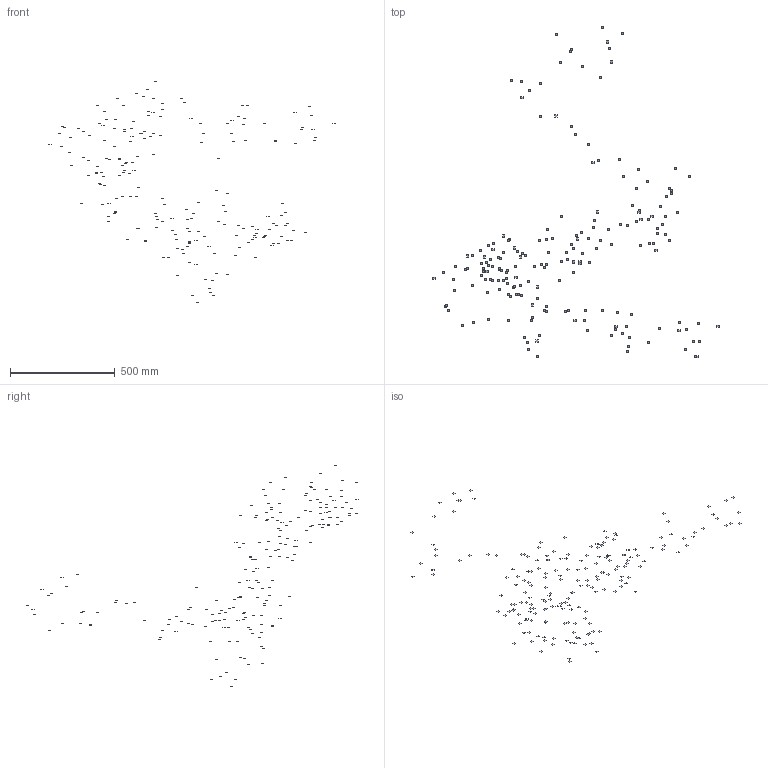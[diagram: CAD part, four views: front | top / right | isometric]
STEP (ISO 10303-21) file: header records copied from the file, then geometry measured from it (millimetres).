
FILE_DESCRIPTION(('Open CASCADE Model'),'2;1');
FILE_NAME('Open CASCADE Shape Model','2024-05-24T02:37:22',('Author'),( 'Open CASCADE'),'Open CASCADE STEP processor 7.7','Open CASCADE 7.7' ,'Unknown');
FILE_SCHEMA(('AUTOMOTIVE_DESIGN { 1 0 10303 214 1 1 1 1 }'));
Length unit declared in the file: millimetre
Products named in the file (201): Open CASCADE STEP translator 7.7 44; Open CASCADE STEP translator 7.7 44.1; Open CASCADE STEP translator 7.7 44.2; Open CASCADE STEP translator 7.7 44.3; Open CASCADE STEP translator 7.7 44.4; Open CASCADE STEP translator 7.7 44.5; Open CASCADE STEP translator 7.7 44.6; Open CASCADE STEP translator 7.7 44.7; Open CASCADE STEP translator 7.7 44.8; Open CASCADE STEP translator 7.7 44.9; Open CASCADE STEP translator 7.7 44.10; Open CASCADE STEP translator 7.7 44.11; Open CASCADE STEP translator 7.7 44.12; Open CASCADE STEP translator 7.7 44.13; Open CASCADE STEP translator 7.7 44.14; Open CASCADE STEP translator 7.7 44.15; Open CASCADE STEP translator 7.7 44.16; Open CASCADE STEP translator 7.7 44.17; Open CASCADE STEP translator 7.7 44.18; Open CASCADE STEP translator 7.7 44.19; Open CASCADE STEP translator 7.7 44.20; Open CASCADE STEP translator 7.7 44.21; Open CASCADE STEP translator 7.7 44.22; Open CASCADE STEP translator 7.7 44.23; Open CASCADE STEP translator 7.7 44.24; Open CASCADE STEP translator 7.7 44.25; Open CASCADE STEP translator 7.7 44.26; Open CASCADE STEP translator 7.7 44.27; Open CASCADE STEP translator 7.7 44.28; Open CASCADE STEP translator 7.7 44.29; Open CASCADE STEP translator 7.7 44.30; Open CASCADE STEP translator 7.7 44.31; Open CASCADE STEP translator 7.7 44.32; Open CASCADE STEP translator 7.7 44.33; Open CASCADE STEP translator 7.7 44.34; Open CASCADE STEP translator 7.7 44.35; Open CASCADE STEP translator 7.7 44.36; Open CASCADE STEP translator 7.7 44.37; Open CASCADE STEP translator 7.7 44.38; Open CASCADE STEP translator 7.7 44.39 ...
Assembly tree (200 placements, depth 2):
  Open CASCADE STEP translator 7.7 44
    Open CASCADE STEP translator 7.7 44.1
    Open CASCADE STEP translator 7.7 44.2
    Open CASCADE STEP translator 7.7 44.3
    Open CASCADE STEP translator 7.7 44.4
    Open CASCADE STEP translator 7.7 44.5
    Open CASCADE STEP translator 7.7 44.6
    Open CASCADE STEP translator 7.7 44.7
    Open CASCADE STEP translator 7.7 44.8
    Open CASCADE STEP translator 7.7 44.9
    Open CASCADE STEP translator 7.7 44.10
    Open CASCADE STEP translator 7.7 44.11
    Open CASCADE STEP translator 7.7 44.12
    Open CASCADE STEP translator 7.7 44.13
    Open CASCADE STEP translator 7.7 44.14
    Open CASCADE STEP translator 7.7 44.15
    Open CASCADE STEP translator 7.7 44.16
    Open CASCADE STEP translator 7.7 44.17
    Open CASCADE STEP translator 7.7 44.18
    Open CASCADE STEP translator 7.7 44.19
    Open CASCADE STEP translator 7.7 44.20
    Open CASCADE STEP translator 7.7 44.21
    Open CASCADE STEP translator 7.7 44.22
    Open CASCADE STEP translator 7.7 44.23
    Open CASCADE STEP translator 7.7 44.24
    Open CASCADE STEP translator 7.7 44.25
    Open CASCADE STEP translator 7.7 44.26
    Open CASCADE STEP translator 7.7 44.27
    Open CASCADE STEP translator 7.7 44.28
    Open CASCADE STEP translator 7.7 44.29
    Open CASCADE STEP translator 7.7 44.30
    Open CASCADE STEP translator 7.7 44.31
    Open CASCADE STEP translator 7.7 44.32
    Open CASCADE STEP translator 7.7 44.33
    Open CASCADE STEP translator 7.7 44.34
    Open CASCADE STEP translator 7.7 44.35
    Open CASCADE STEP translator 7.7 44.36
    Open CASCADE STEP translator 7.7 44.37
    Open CASCADE STEP translator 7.7 44.38
    Open CASCADE STEP translator 7.7 44.39
    Open CASCADE STEP translator 7.7 44.40
    Open CASCADE STEP translator 7.7 44.41
    Open CASCADE STEP translator 7.7 44.42
    Open CASCADE STEP translator 7.7 44.43
    Open CASCADE STEP translator 7.7 44.44
    Open CASCADE STEP translator 7.7 44.45
    Open CASCADE STEP translator 7.7 44.46
    Open CASCADE STEP translator 7.7 44.47
    Open CASCADE STEP translator 7.7 44.48
    Open CASCADE STEP translator 7.7 44.49
    Open CASCADE STEP translator 7.7 44.50
    Open CASCADE STEP translator 7.7 44.51
    Open CASCADE STEP translator 7.7 44.52
    Open CASCADE STEP translator 7.7 44.53
    Open CASCADE STEP translator 7.7 44.54
    Open CASCADE STEP translator 7.7 44.55
    Open CASCADE STEP translator 7.7 44.56
    Open CASCADE STEP translator 7.7 44.57
    Open CASCADE STEP translator 7.7 44.58
    Open CASCADE STEP translator 7.7 44.59
Bounding box: 1367.94 x 1587.09 x 1060.17 mm (x, y, z)
Volume: 2000 mm3; surface area: 40800 mm2
Topology: 200 solids, 200 shells, 1200 faces, 2400 edges, 1600 vertices
Faces by surface type: plane 1200
Entity records: 64816 total; most frequent: CARTESIAN_POINT 10201, DIRECTION 10002, LINE 7200, VECTOR 7200, ORIENTED_EDGE 4800, PCURVE 4800, DEFINITIONAL_REPRESENTATION 4800, EDGE_CURVE 2400
